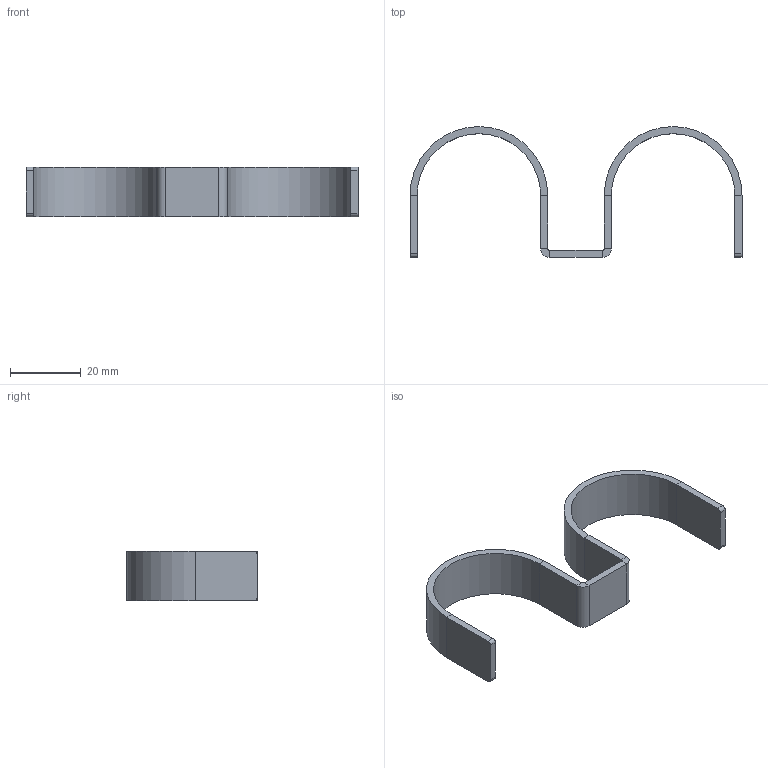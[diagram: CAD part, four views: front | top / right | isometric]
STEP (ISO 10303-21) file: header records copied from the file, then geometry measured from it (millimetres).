
FILE_DESCRIPTION((''),'2;1');
FILE_NAME('425735_PRT','2020-11-03T13:26:52',('tomas'),(''),'CREO PARAMETRIC BY PTC INC, 2019352','CREO PARAMETRIC BY PTC INC, 2019352','');
FILE_SCHEMA(('CONFIG_CONTROL_DESIGN'));
Length unit declared in the file: millimetre
Products named in the file (1): 425735_PRT
Bounding box: 94 x 37 x 14 mm (x, y, z)
Volume: 5624.9 mm3; surface area: 6481.3 mm2
Topology: 1 solids, 1 shells, 42 faces, 88 edges, 48 vertices
Faces by surface type: plane 30, cylinder 12
Entity records: 1118 total; most frequent: DIRECTION 196, CARTESIAN_POINT 178, ORIENTED_EDGE 176, EDGE_CURVE 88, AXIS2_PLACEMENT_3D 66, VECTOR 64, LINE 64, VERTEX_POINT 48
